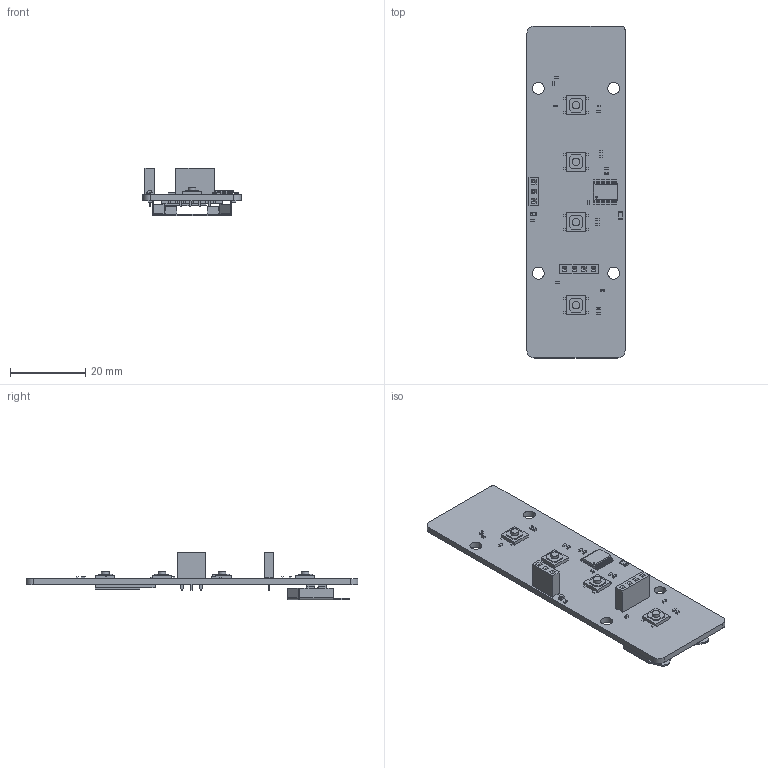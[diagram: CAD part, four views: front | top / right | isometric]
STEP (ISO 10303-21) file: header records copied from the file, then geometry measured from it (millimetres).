
FILE_DESCRIPTION(('FreeCAD Model'),'2;1');
FILE_NAME('remote.step', '2020-12-02T21:29:42',('Author'),(''), 'Open CASCADE STEP processor 7.3','FreeCAD','Unknown');
FILE_SCHEMA(('AUTOMOTIVE_DESIGN { 1 0 10303 214 1 1 1 1 }'));
Length unit declared in the file: millimetre
Products named in the file (35): remote; Board_Geoms_dbc7; Local_CS_dbc7; Pcb_dbc7; Step_Models_dbc7; Top_dbc7; R7_R_0402_1005Metric_5FB4B8DB; R6_R_0402_1005Metric_5FB4B8CA; R4_R_0402_1005Metric_5FB4B89D; R3_R_0402_1005Metric_5FB4B88C; J2_PinSocket_1x03_P254mm_Vertical_5F82E160; C5_C_0402_1005Metric_5FB4B6C6; C2_C_0402_1005Metric_5FB4B67D; R1_R_0805_2012Metric_5F82E1D4; L1_L_0402_1005Metric_5F82E171; C10_C_0402_1005Metric_5F83222B; U1_TSSOP_20_44x65mm_P065mm_5F82E392; SW4_TS-1187A-C-D-B_v2_5F82FE56; SW3_TS-1187A-C-D-B_v2_5F82E35E; SW2_TS-1187A-C-D-B_v2_5F82E34E; SW1_TS-1187A-C-D-B_v2_5F82E33E; R5_R_0402_1005Metric_5F82E212; R2_R_0402_1005Metric_5F82E1E3; J1_PinSocket_1x04_P254mm_Vertical_5F82E147; D1_LED_0603_1608Metric_5F82E12F; C12_C_0402_1005Metric_5F856983; C11_C_0402_1005Metric_5F856CFD; C9_C_0402_1005Metric_5F84AA35; C8_C_0402_1005Metric_5F84AAFE; C4_C_0402_1005Metric_5F82E084; C3_C_0402_1005Metric_5F82E075; C1_C_0402_1005Metric_5F82E055; Bot_dbc7; BT1_BatteryHolder_Keystone_3034_1x20mm_5F82FAC5; U2_RFM69CW_rough_5F832190
Assembly tree (34 placements, depth 4):
  remote
    Board_Geoms_dbc7
      Local_CS_dbc7
      Pcb_dbc7
    Step_Models_dbc7
      Top_dbc7
        R7_R_0402_1005Metric_5FB4B8DB
        R6_R_0402_1005Metric_5FB4B8CA
        R4_R_0402_1005Metric_5FB4B89D
        R3_R_0402_1005Metric_5FB4B88C
        J2_PinSocket_1x03_P254mm_Vertical_5F82E160
        C5_C_0402_1005Metric_5FB4B6C6
        C2_C_0402_1005Metric_5FB4B67D
        R1_R_0805_2012Metric_5F82E1D4
        L1_L_0402_1005Metric_5F82E171
        C10_C_0402_1005Metric_5F83222B
        U1_TSSOP_20_44x65mm_P065mm_5F82E392
        SW4_TS-1187A-C-D-B_v2_5F82FE56
        SW3_TS-1187A-C-D-B_v2_5F82E35E
        SW2_TS-1187A-C-D-B_v2_5F82E34E
        SW1_TS-1187A-C-D-B_v2_5F82E33E
        R5_R_0402_1005Metric_5F82E212
        R2_R_0402_1005Metric_5F82E1E3
        J1_PinSocket_1x04_P254mm_Vertical_5F82E147
        D1_LED_0603_1608Metric_5F82E12F
        C12_C_0402_1005Metric_5F856983
        C11_C_0402_1005Metric_5F856CFD
        C9_C_0402_1005Metric_5F84AA35
        C8_C_0402_1005Metric_5F84AAFE
        C4_C_0402_1005Metric_5F82E084
        C3_C_0402_1005Metric_5F82E075
        C1_C_0402_1005Metric_5F82E055
      Bot_dbc7
        BT1_BatteryHolder_Keystone_3034_1x20mm_5F82FAC5
        U2_RFM69CW_rough_5F832190
Bounding box: 26 x 88 x 12.6 mm (x, y, z)
Volume: 4458.9 mm3; surface area: 7621.1 mm2
Topology: 30 solids, 30 shells, 1481 faces, 3848 edges, 2480 vertices
Faces by surface type: plane 1080, cylinder 357, bspline 44
Full cylindrical faces by diameter (mm): 0.5 x1, 1 x7, 2 x4, 3.2 x4
Entity records: 54416 total; most frequent: CARTESIAN_POINT 8008, ORIENTED_EDGE 7696, DIRECTION 7474, EDGE_CURVE 3848, LINE 3102, VECTOR 3102, VERTEX_POINT 2480, AXIS2_PLACEMENT_3D 2186
